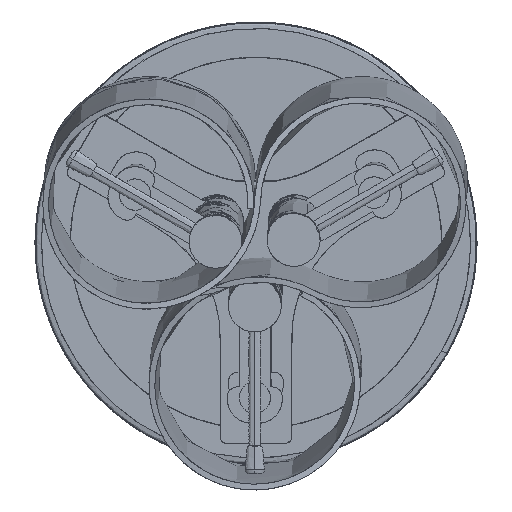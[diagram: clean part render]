
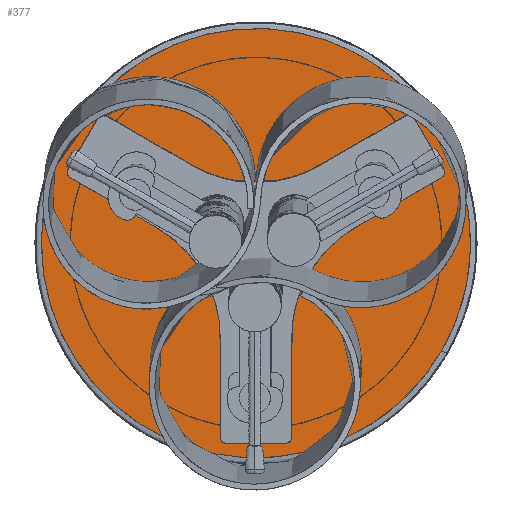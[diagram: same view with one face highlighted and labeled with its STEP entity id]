
A CAD part, top view. The second image highlights one B-rep face of the part: STEP entity #377.
In plain terms, the highlighted free-form (B-spline) face has degree [1, 1] with [2, 2] control points.
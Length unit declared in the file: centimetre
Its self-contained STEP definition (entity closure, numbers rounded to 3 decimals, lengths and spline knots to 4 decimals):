
#377=ADVANCED_FACE('',(#487,#479),#2571,.T.);
#479=FACE_BOUND('',#590,.T.);
#487=FACE_OUTER_BOUND('',#589,.T.);
#589=EDGE_LOOP('',(#699,#700));
#590=EDGE_LOOP('',(#701,#702,#703));
#699=ORIENTED_EDGE('',*,*,#1167,.T.);
#700=ORIENTED_EDGE('',*,*,#1168,.T.);
#701=ORIENTED_EDGE('',*,*,#1171,.T.);
#702=ORIENTED_EDGE('',*,*,#1169,.T.);
#703=ORIENTED_EDGE('',*,*,#1170,.T.);
#1167=EDGE_CURVE('',#2103,#2104,#1748,.T.);
#1168=EDGE_CURVE('',#2104,#2103,#1749,.T.);
#1169=EDGE_CURVE('',#2105,#2106,#1750,.T.);
#1170=EDGE_CURVE('',#2106,#2107,#1635,.T.);
#1171=EDGE_CURVE('',#2107,#2105,#1751,.T.);
#1635=B_SPLINE_CURVE_WITH_KNOTS('',3,(#2671,#2672,#2673,#2674),
 .UNSPECIFIED.,.F.,.F.,(4,4),(-19.5253,0.),.UNSPECIFIED.);
#1748=(
BOUNDED_CURVE()
B_SPLINE_CURVE(2,(#2657,#2658,#2659,#2660,#2661),.UNSPECIFIED.,.F.,.F.)
B_SPLINE_CURVE_WITH_KNOTS((3,2,3),(344.6918,517.0377,689.3836),
 .UNSPECIFIED.)
CURVE()
GEOMETRIC_REPRESENTATION_ITEM()
RATIONAL_B_SPLINE_CURVE((1.,0.707,1.,0.707,1.))
REPRESENTATION_ITEM('')
);
#1749=(
BOUNDED_CURVE()
B_SPLINE_CURVE(2,(#2662,#2663,#2664,#2665,#2666),.UNSPECIFIED.,.F.,.F.)
B_SPLINE_CURVE_WITH_KNOTS((3,2,3),(0.,172.3459,344.6918),
 .UNSPECIFIED.)
CURVE()
GEOMETRIC_REPRESENTATION_ITEM()
RATIONAL_B_SPLINE_CURVE((1.,0.707,1.,0.707,1.))
REPRESENTATION_ITEM('')
);
#1750=(
BOUNDED_CURVE()
B_SPLINE_CURVE(3,(#2667,#2668,#2669,#2670),.UNSPECIFIED.,.F.,.F.)
B_SPLINE_CURVE_WITH_KNOTS((4,4),(-24.2301,0.),.UNSPECIFIED.)
CURVE()
GEOMETRIC_REPRESENTATION_ITEM()
RATIONAL_B_SPLINE_CURVE((1.,0.988,0.988,1.))
REPRESENTATION_ITEM('')
);
#1751=(
BOUNDED_CURVE()
B_SPLINE_CURVE(3,(#2675,#2676,#2677,#2678,#2679,#2680,#2681,#2682,#2683,
#2684,#2685,#2686,#2687,#2688,#2689,#2690,#2691,#2692,#2693,#2694,#2695,
#2696,#2697,#2698,#2699,#2700,#2701,#2702,#2703,#2704,#2705,#2706,#2707,
#2708,#2709,#2710,#2711,#2712,#2713,#2714,#2715,#2716,#2717,#2718,#2719,
#2720,#2721,#2722,#2723,#2724,#2725,#2726,#2727,#2728,#2729,#2730,#2731,
#2732,#2733),.UNSPECIFIED.,.F.,.F.)
B_SPLINE_CURVE_WITH_KNOTS((4,3,3,3,2,3,3,3,3,3,3,3,3,3,3,3,3,2,3,3,4),(-24.2301,
0.,50.9356,55.6466,68.8633,86.1466,
90.8577,141.7933,209.8489,260.7845,265.4956,
295.9956,300.7066,351.6422,419.6979,470.6335,
475.3445,488.5612,505.8445,510.5556,561.4911),
 .UNSPECIFIED.)
CURVE()
GEOMETRIC_REPRESENTATION_ITEM()
RATIONAL_B_SPLINE_CURVE((1.,0.988,0.988,1.,1.,1.,
1.,0.805,0.805,1.,1.,1.,1.,1.,1.,0.805,
0.805,1.,1.,1.,1.,0.911,0.911,1.,1.,
1.,1.,0.805,0.805,1.,1.,1.,1.,0.805,
0.805,1.,1.,1.,1.,0.911,0.911,1.,1.,
1.,1.,0.805,0.805,1.,1.,1.,1.,1.,1.,0.805,
0.805,1.,1.,1.,1.))
REPRESENTATION_ITEM('')
);
#2103=VERTEX_POINT('',#2652);
#2104=VERTEX_POINT('',#2653);
#2105=VERTEX_POINT('',#2654);
#2106=VERTEX_POINT('',#2655);
#2107=VERTEX_POINT('',#2656);
#2571=B_SPLINE_SURFACE_WITH_KNOTS('',1,1,((#2648,#2649),(#2650,#2651)),
 .UNSPECIFIED.,.F.,.F.,.F.,(2,2),(2,2),(-111.9132,111.9132),
(-111.9132,111.9132),.UNSPECIFIED.);
#2648=CARTESIAN_POINT('',(-111.9188,111.8244,3.8796));
#2649=CARTESIAN_POINT('',(111.9075,111.8231,3.7778));
#2650=CARTESIAN_POINT('',(-111.9175,-111.9818,5.494));
#2651=CARTESIAN_POINT('',(111.9088,-111.9831,5.3922));
#2652=CARTESIAN_POINT('',(95.0145,-54.9343,4.9883));
#2653=CARTESIAN_POINT('',(-95.0246,54.7757,4.2834));
#2654=CARTESIAN_POINT('',(-32.5052,39.7544,4.3633));
#2655=CARTESIAN_POINT('',(-9.7678,31.784,4.4105));
#2656=CARTESIAN_POINT('',(9.7575,31.7839,4.4016));
#2657=CARTESIAN_POINT('',(95.0145,-54.9343,4.9883));
#2658=CARTESIAN_POINT('',(149.8734,40.0761,4.278));
#2659=CARTESIAN_POINT('',(54.8538,94.9311,3.9256));
#2660=CARTESIAN_POINT('',(-40.1657,149.7861,3.5731));
#2661=CARTESIAN_POINT('',(-95.0246,54.7757,4.2834));
#2662=CARTESIAN_POINT('',(-95.0246,54.7757,4.2834));
#2663=CARTESIAN_POINT('',(-149.8834,-40.2347,4.9937));
#2664=CARTESIAN_POINT('',(-54.8638,-95.0898,5.3462));
#2665=CARTESIAN_POINT('',(40.1557,-149.9448,5.6986));
#2666=CARTESIAN_POINT('',(95.0145,-54.9343,4.9883));
#2667=CARTESIAN_POINT('',(-32.5052,39.7544,4.3633));
#2668=CARTESIAN_POINT('',(-25.4686,35.6922,4.3894));
#2669=CARTESIAN_POINT('',(-17.8009,33.0043,4.4053));
#2670=CARTESIAN_POINT('',(-9.7678,31.784,4.4105));
#2671=CARTESIAN_POINT('',(-9.7678,31.784,4.4105));
#2672=CARTESIAN_POINT('',(-3.2594,31.784,4.4075));
#2673=CARTESIAN_POINT('',(3.249,31.7839,4.4046));
#2674=CARTESIAN_POINT('',(9.7575,31.7839,4.4016));
#2675=CARTESIAN_POINT('',(9.7575,31.7839,4.4016));
#2676=CARTESIAN_POINT('',(17.7905,33.0041,4.3892));
#2677=CARTESIAN_POINT('',(25.4582,35.6919,4.3663));
#2678=CARTESIAN_POINT('',(32.4948,39.7541,4.3338));
#2679=CARTESIAN_POINT('',(47.1985,48.2425,4.2659));
#2680=CARTESIAN_POINT('',(61.9023,56.7309,4.1979));
#2681=CARTESIAN_POINT('',(76.6061,65.2193,4.13));
#2682=CARTESIAN_POINT('',(78.128,66.0979,4.123));
#2683=CARTESIAN_POINT('',(79.8255,65.6431,4.1255));
#2684=CARTESIAN_POINT('',(80.7042,64.1213,4.1361));
#2685=CARTESIAN_POINT('',(81.1625,63.3275,4.1416));
#2686=CARTESIAN_POINT('',(81.6209,62.5337,4.1471));
#2687=CARTESIAN_POINT('',(95.0377,39.2974,4.3086));
#2688=CARTESIAN_POINT('',(95.496,38.5036,4.3141));
#2689=CARTESIAN_POINT('',(95.9543,37.7098,4.3196));
#2690=CARTESIAN_POINT('',(96.833,36.188,4.3302));
#2691=CARTESIAN_POINT('',(96.3782,34.4907,4.3427));
#2692=CARTESIAN_POINT('',(94.8563,33.6121,4.3497));
#2693=CARTESIAN_POINT('',(80.1525,25.1237,4.4176));
#2694=CARTESIAN_POINT('',(65.4487,16.6353,4.4855));
#2695=CARTESIAN_POINT('',(50.7449,8.1469,4.5535));
#2696=CARTESIAN_POINT('',(30.1408,-3.7478,4.6486));
#2697=CARTESIAN_POINT('',(18.2451,-24.35,4.8027));
#2698=CARTESIAN_POINT('',(18.2453,-48.1395,4.9743));
#2699=CARTESIAN_POINT('',(18.2454,-65.1165,5.0967));
#2700=CARTESIAN_POINT('',(18.2455,-82.0935,5.2192));
#2701=CARTESIAN_POINT('',(18.2456,-99.0705,5.3416));
#2702=CARTESIAN_POINT('',(18.2456,-100.8277,5.3543));
#2703=CARTESIAN_POINT('',(17.0029,-102.0703,5.3638));
#2704=CARTESIAN_POINT('',(15.2456,-102.0703,5.3646));
#2705=CARTESIAN_POINT('',(5.0789,-102.0702,5.3693));
#2706=CARTESIAN_POINT('',(-5.0878,-102.0701,5.3739));
#2707=CARTESIAN_POINT('',(-15.2544,-102.0701,5.3785));
#2708=CARTESIAN_POINT('',(-17.0118,-102.0701,5.3793));
#2709=CARTESIAN_POINT('',(-18.2544,-100.8275,5.3709));
#2710=CARTESIAN_POINT('',(-18.2544,-99.0703,5.3583));
#2711=CARTESIAN_POINT('',(-18.2545,-82.0933,5.2358));
#2712=CARTESIAN_POINT('',(-18.2546,-65.1163,5.1133));
#2713=CARTESIAN_POINT('',(-18.2547,-48.1393,4.9909));
#2714=CARTESIAN_POINT('',(-18.2549,-24.3498,4.8193));
#2715=CARTESIAN_POINT('',(-30.1508,-3.7474,4.6761));
#2716=CARTESIAN_POINT('',(-50.755,8.1474,4.5996));
#2717=CARTESIAN_POINT('',(-65.4589,16.636,4.5451));
#2718=CARTESIAN_POINT('',(-80.1628,25.1246,4.4906));
#2719=CARTESIAN_POINT('',(-94.8667,33.6132,4.436));
#2720=CARTESIAN_POINT('',(-96.3886,34.4918,4.4304));
#2721=CARTESIAN_POINT('',(-96.8434,36.1891,4.4183));
#2722=CARTESIAN_POINT('',(-95.9648,37.7109,4.407));
#2723=CARTESIAN_POINT('',(-95.5064,38.5047,4.401));
#2724=CARTESIAN_POINT('',(-95.0481,39.2985,4.3951));
#2725=CARTESIAN_POINT('',(-81.6316,62.5347,4.2214));
#2726=CARTESIAN_POINT('',(-81.1733,63.3284,4.2154));
#2727=CARTESIAN_POINT('',(-80.7149,64.1222,4.2095));
#2728=CARTESIAN_POINT('',(-79.8363,65.644,4.1981));
#2729=CARTESIAN_POINT('',(-78.1388,66.0988,4.1941));
#2730=CARTESIAN_POINT('',(-76.6169,65.2202,4.1997));
#2731=CARTESIAN_POINT('',(-61.913,56.7316,4.2543));
#2732=CARTESIAN_POINT('',(-47.2091,48.243,4.3088));
#2733=CARTESIAN_POINT('',(-32.5052,39.7544,4.3633));
